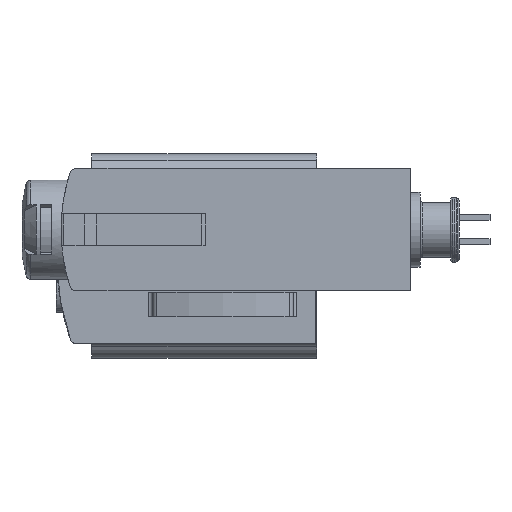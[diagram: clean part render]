
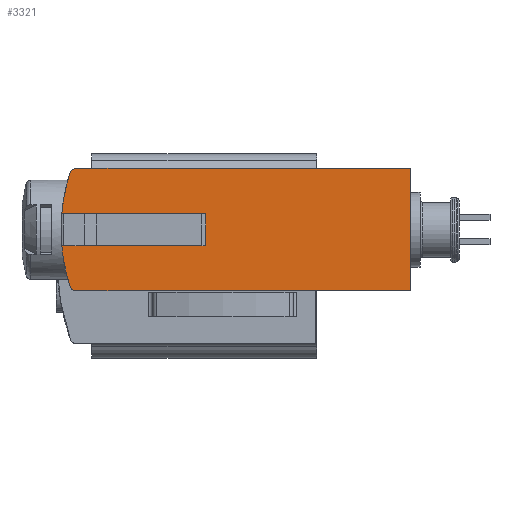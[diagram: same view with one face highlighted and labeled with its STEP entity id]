
A CAD part, left-side view. The second image highlights one B-rep face of the part: STEP entity #3321.
In plain terms, the highlighted planar face has unit normal (-1, 0, 0).
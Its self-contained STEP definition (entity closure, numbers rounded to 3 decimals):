
#37=PLANE('',#3609);
#247=LINE('',#5378,#537);
#256=LINE('',#5396,#546);
#257=LINE('',#5399,#547);
#258=LINE('',#5402,#548);
#259=LINE('',#5404,#549);
#260=LINE('',#5406,#550);
#537=VECTOR('',#4153,1000.);
#546=VECTOR('',#4164,1000.);
#547=VECTOR('',#4165,1000.);
#548=VECTOR('',#4168,1000.);
#549=VECTOR('',#4169,1000.);
#550=VECTOR('',#4172,1000.);
#784=CIRCLE('',#3560,15.);
#787=CIRCLE('',#3563,15.);
#818=CIRCLE('',#3610,0.5);
#819=CIRCLE('',#3611,0.5);
#1108=ORIENTED_EDGE('',*,*,#2060,.T.);
#1109=ORIENTED_EDGE('',*,*,#2061,.T.);
#1110=ORIENTED_EDGE('',*,*,#1959,.F.);
#1111=ORIENTED_EDGE('',*,*,#2062,.F.);
#1112=ORIENTED_EDGE('',*,*,#2063,.T.);
#1113=ORIENTED_EDGE('',*,*,#2064,.T.);
#1114=ORIENTED_EDGE('',*,*,#2051,.F.);
#1115=ORIENTED_EDGE('',*,*,#2065,.F.);
#1116=ORIENTED_EDGE('',*,*,#1962,.F.);
#1117=ORIENTED_EDGE('',*,*,#2066,.F.);
#1959=EDGE_CURVE('',#2440,#2441,#784,.T.);
#1962=EDGE_CURVE('',#2443,#2444,#787,.T.);
#2051=EDGE_CURVE('',#2521,#2522,#247,.T.);
#2060=EDGE_CURVE('',#2530,#2531,#256,.T.);
#2061=EDGE_CURVE('',#2531,#2441,#257,.T.);
#2062=EDGE_CURVE('',#2532,#2440,#818,.T.);
#2063=EDGE_CURVE('',#2532,#2533,#258,.T.);
#2064=EDGE_CURVE('',#2533,#2522,#259,.T.);
#2065=EDGE_CURVE('',#2444,#2521,#819,.T.);
#2066=EDGE_CURVE('',#2530,#2443,#260,.T.);
#2440=VERTEX_POINT('',#5185);
#2441=VERTEX_POINT('',#5186);
#2443=VERTEX_POINT('',#5190);
#2444=VERTEX_POINT('',#5192);
#2521=VERTEX_POINT('',#5377);
#2522=VERTEX_POINT('',#5379);
#2530=VERTEX_POINT('',#5397);
#2531=VERTEX_POINT('',#5398);
#2532=VERTEX_POINT('',#5401);
#2533=VERTEX_POINT('',#5403);
#2755=EDGE_LOOP('',(#1108,#1109,#1110,#1111,#1112,#1113,#1114,#1115,#1116,
#1117));
#3016=FACE_BOUND('',#2755,.T.);
#3321=ADVANCED_FACE('',(#3016),#37,.F.);
#3560=AXIS2_PLACEMENT_3D('',#5184,#4000,#4001);
#3563=AXIS2_PLACEMENT_3D('',#5191,#4006,#4007);
#3609=AXIS2_PLACEMENT_3D('',#5395,#4162,#4163);
#3610=AXIS2_PLACEMENT_3D('',#5400,#4166,#4167);
#3611=AXIS2_PLACEMENT_3D('',#5405,#4170,#4171);
#4000=DIRECTION('',(1.,0.,0.));
#4001=DIRECTION('',(0.,0.,-1.));
#4006=DIRECTION('',(1.,0.,0.));
#4007=DIRECTION('',(0.,0.,-1.));
#4153=DIRECTION('',(0.,-1.,0.));
#4162=DIRECTION('',(1.,0.,0.));
#4163=DIRECTION('',(0.,0.,-1.));
#4164=DIRECTION('',(0.,0.,-1.));
#4165=DIRECTION('',(0.,1.,0.));
#4166=DIRECTION('',(1.,0.,0.));
#4167=DIRECTION('',(0.,0.,-1.));
#4168=DIRECTION('',(0.,-1.,0.));
#4169=DIRECTION('',(0.,0.,1.));
#4170=DIRECTION('',(1.,0.,0.));
#4171=DIRECTION('',(0.,0.,-1.));
#4172=DIRECTION('',(0.,1.,0.));
#5184=CARTESIAN_POINT('',(-102.4,5.85,0.));
#5185=CARTESIAN_POINT('',(-102.4,20.109,-4.655));
#5186=CARTESIAN_POINT('',(-102.4,20.794,-1.3));
#5190=CARTESIAN_POINT('',(-102.4,20.794,1.3));
#5191=CARTESIAN_POINT('',(-102.4,5.85,0.));
#5192=CARTESIAN_POINT('',(-102.4,20.109,4.655));
#5377=CARTESIAN_POINT('',(-102.4,19.634,5.));
#5378=CARTESIAN_POINT('',(-102.4,23.,5.));
#5379=CARTESIAN_POINT('',(-102.4,-7.65,5.));
#5395=CARTESIAN_POINT('',(-102.4,23.,-5.));
#5396=CARTESIAN_POINT('',(-102.4,9.05,1.3));
#5397=CARTESIAN_POINT('',(-102.4,9.05,1.3));
#5398=CARTESIAN_POINT('',(-102.4,9.05,-1.3));
#5399=CARTESIAN_POINT('',(-102.4,9.05,-1.3));
#5400=CARTESIAN_POINT('',(-102.4,19.634,-4.5));
#5401=CARTESIAN_POINT('',(-102.4,19.634,-5.));
#5402=CARTESIAN_POINT('',(-102.4,23.,-5.));
#5403=CARTESIAN_POINT('',(-102.4,-7.65,-5.));
#5404=CARTESIAN_POINT('',(-102.4,-7.65,-47.17));
#5405=CARTESIAN_POINT('',(-102.4,19.634,4.5));
#5406=CARTESIAN_POINT('',(-102.4,9.05,1.3));
